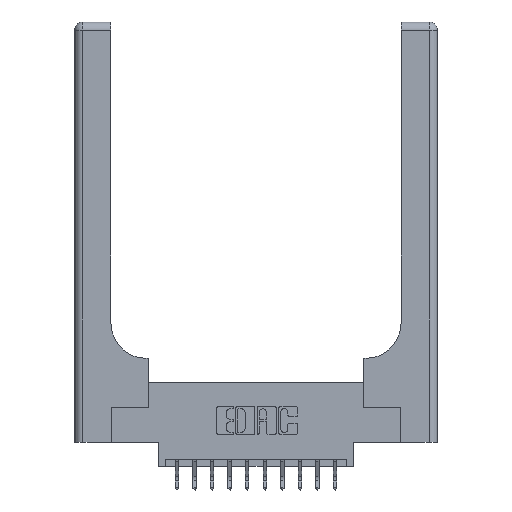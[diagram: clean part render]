
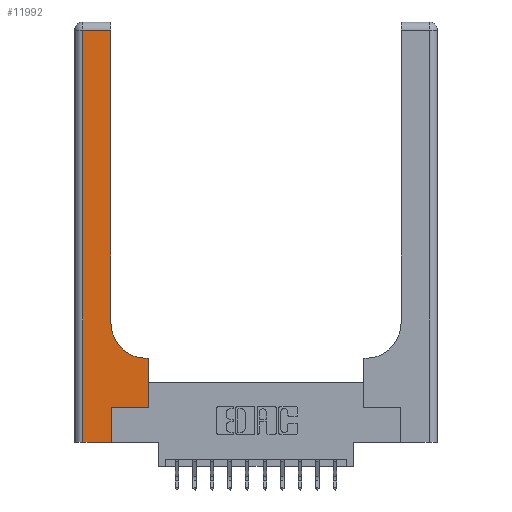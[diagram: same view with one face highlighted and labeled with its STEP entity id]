
A CAD part, top view. The second image highlights one B-rep face of the part: STEP entity #11992.
In plain terms, the highlighted planar face has unit normal (0, 0, 1).
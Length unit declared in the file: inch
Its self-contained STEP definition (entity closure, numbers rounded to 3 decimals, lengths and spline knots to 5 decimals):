
#80 = VERTEX_POINT ( 'NONE', #3065 ) ;
#362 = CARTESIAN_POINT ( 'NONE',  ( 0.06, 3., 0.37 ) ) ;
#407 = EDGE_CURVE ( 'NONE', #2558, #2753, #8296, .T. ) ;
#427 = EDGE_CURVE ( 'NONE', #1179, #4226, #7628, .T. ) ;
#436 = LINE ( 'NONE', #5612, #7350 ) ;
#554 = AXIS2_PLACEMENT_3D ( 'NONE', #1929, #7095, #2027 ) ;
#771 = EDGE_CURVE ( 'NONE', #9993, #8348, #9445, .T. ) ;
#1084 = DIRECTION ( 'NONE',  ( 0., 1., 0. ) ) ;
#1179 = VERTEX_POINT ( 'NONE', #9929 ) ;
#1238 = ORIENTED_EDGE ( 'NONE', *, *, #407, .T. ) ;
#1304 = LINE ( 'NONE', #11732, #13953 ) ;
#1308 = LINE ( 'NONE', #14813, #8798 ) ;
#1616 = EDGE_CURVE ( 'NONE', #80, #9993, #12537, .T. ) ;
#1836 = ORIENTED_EDGE ( 'NONE', *, *, #13019, .T. ) ;
#1929 = CARTESIAN_POINT ( 'NONE',  ( 0.51, 0.85, 0.37 ) ) ;
#2027 = DIRECTION ( 'NONE',  ( 1., 0., 0. ) ) ;
#2558 = VERTEX_POINT ( 'NONE', #9863 ) ;
#2678 = ORIENTED_EDGE ( 'NONE', *, *, #11220, .T. ) ;
#2753 = VERTEX_POINT ( 'NONE', #15975 ) ;
#3065 = CARTESIAN_POINT ( 'NONE',  ( 0.26, 2.94, 0.37 ) ) ;
#3522 = CARTESIAN_POINT ( 'NONE',  ( 0.265, 0., 0.37 ) ) ;
#3727 = DIRECTION ( 'NONE',  ( -1., 0., 0. ) ) ;
#3982 = ORIENTED_EDGE ( 'NONE', *, *, #771, .T. ) ;
#4226 = VERTEX_POINT ( 'NONE', #9801 ) ;
#4636 = VERTEX_POINT ( 'NONE', #16509 ) ;
#5284 = DIRECTION ( 'NONE',  ( 0., 1., 0. ) ) ;
#5612 = CARTESIAN_POINT ( 'NONE',  ( 0.26, 0.6, 0.37 ) ) ;
#5713 = ORIENTED_EDGE ( 'NONE', *, *, #11836, .T. ) ;
#5718 = DIRECTION ( 'NONE',  ( 1., 0., 0. ) ) ;
#5895 = EDGE_CURVE ( 'NONE', #4636, #1179, #436, .T. ) ;
#6116 = ORIENTED_EDGE ( 'NONE', *, *, #1616, .T. ) ;
#6889 = DIRECTION ( 'NONE',  ( 0., 0., -1. ) ) ;
#7095 = DIRECTION ( 'NONE',  ( 0., 0., -1. ) ) ;
#7350 = VECTOR ( 'NONE', #16008, 39.37008 ) ;
#7522 = CARTESIAN_POINT ( 'NONE',  ( 0.06, 0., 0.37 ) ) ;
#7628 = CIRCLE ( 'NONE', #554, 0.25 ) ;
#8296 = LINE ( 'NONE', #13469, #14131 ) ;
#8344 = FACE_OUTER_BOUND ( 'NONE', #11856, .T. ) ;
#8348 = VERTEX_POINT ( 'NONE', #7522 ) ;
#8473 = DIRECTION ( 'NONE',  ( 0., 1., 0. ) ) ;
#8798 = VECTOR ( 'NONE', #14631, 39.37008 ) ;
#9101 = VECTOR ( 'NONE', #1084, 39.37008 ) ;
#9358 = PLANE ( 'NONE',  #9601 ) ;
#9445 = LINE ( 'NONE', #362, #10557 ) ;
#9601 = AXIS2_PLACEMENT_3D ( 'NONE', #10780, #6889, #16004 ) ;
#9801 = CARTESIAN_POINT ( 'NONE',  ( 0.26, 0.85, 0.37 ) ) ;
#9863 = CARTESIAN_POINT ( 'NONE',  ( 0.265, 0.25, 0.37 ) ) ;
#9929 = CARTESIAN_POINT ( 'NONE',  ( 0.51, 0.6, 0.37 ) ) ;
#9993 = VERTEX_POINT ( 'NONE', #10709 ) ;
#10557 = VECTOR ( 'NONE', #14638, 39.37008 ) ;
#10709 = CARTESIAN_POINT ( 'NONE',  ( 0.06, 2.94, 0.37 ) ) ;
#10780 = CARTESIAN_POINT ( 'NONE',  ( 0., 3., 0.37 ) ) ;
#10816 = VERTEX_POINT ( 'NONE', #3522 ) ;
#11008 = LINE ( 'NONE', #16233, #15579 ) ;
#11220 = EDGE_CURVE ( 'NONE', #2753, #4636, #11008, .T. ) ;
#11732 = CARTESIAN_POINT ( 'NONE',  ( 0.265, 0., 0.37 ) ) ;
#11836 = EDGE_CURVE ( 'NONE', #10816, #2558, #1304, .T. ) ;
#11856 = EDGE_LOOP ( 'NONE', ( #15607, #6116, #3982, #1836, #5713, #1238, #2678, #11873, #16653 ) ) ;
#11873 = ORIENTED_EDGE ( 'NONE', *, *, #5895, .T. ) ;
#11992 = ADVANCED_FACE ( 'NONE', ( #8344 ), #9358, .F. ) ;
#12537 = LINE ( 'NONE', #15367, #14255 ) ;
#13019 = EDGE_CURVE ( 'NONE', #8348, #10816, #1308, .T. ) ;
#13469 = CARTESIAN_POINT ( 'NONE',  ( 0.265, 0.25, 0.37 ) ) ;
#13953 = VECTOR ( 'NONE', #5284, 39.37008 ) ;
#14078 = LINE ( 'NONE', #16494, #9101 ) ;
#14131 = VECTOR ( 'NONE', #5718, 39.37008 ) ;
#14255 = VECTOR ( 'NONE', #3727, 39.37008 ) ;
#14631 = DIRECTION ( 'NONE',  ( 1., 0., 0. ) ) ;
#14638 = DIRECTION ( 'NONE',  ( 0., -1., 0. ) ) ;
#14813 = CARTESIAN_POINT ( 'NONE',  ( 0., 0., 0.37 ) ) ;
#15367 = CARTESIAN_POINT ( 'NONE',  ( 0., 2.94, 0.37 ) ) ;
#15381 = EDGE_CURVE ( 'NONE', #4226, #80, #14078, .T. ) ;
#15579 = VECTOR ( 'NONE', #8473, 39.37008 ) ;
#15607 = ORIENTED_EDGE ( 'NONE', *, *, #15381, .T. ) ;
#15975 = CARTESIAN_POINT ( 'NONE',  ( 0.528, 0.25, 0.37 ) ) ;
#16004 = DIRECTION ( 'NONE',  ( -1., 0., 0. ) ) ;
#16008 = DIRECTION ( 'NONE',  ( -1., 0., 0. ) ) ;
#16233 = CARTESIAN_POINT ( 'NONE',  ( 0.528, 0.25, 0.37 ) ) ;
#16494 = CARTESIAN_POINT ( 'NONE',  ( 0.26, 3., 0.37 ) ) ;
#16509 = CARTESIAN_POINT ( 'NONE',  ( 0.528, 0.6, 0.37 ) ) ;
#16653 = ORIENTED_EDGE ( 'NONE', *, *, #427, .T. ) ;
